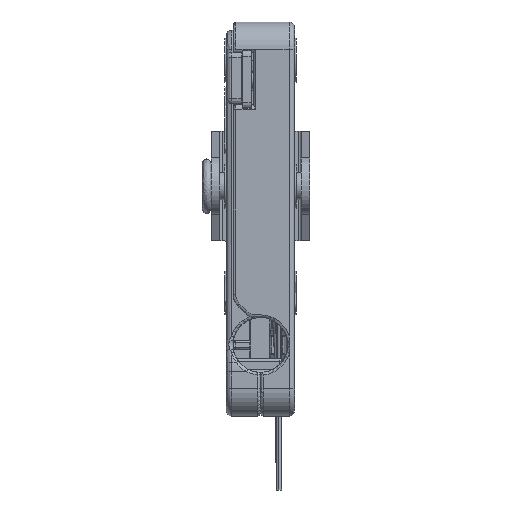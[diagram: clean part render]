
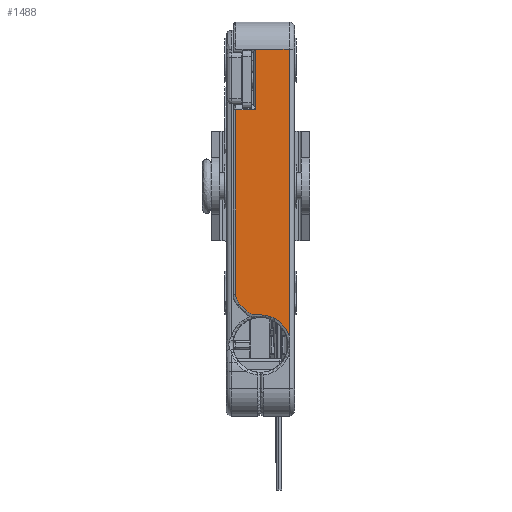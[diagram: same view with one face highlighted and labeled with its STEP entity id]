
A CAD part, left-side view. The second image highlights one B-rep face of the part: STEP entity #1488.
In plain terms, the highlighted planar face has unit normal (-1, 0, 0).
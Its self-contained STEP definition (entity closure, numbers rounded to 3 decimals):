
#1488=ADVANCED_FACE('',(#16112),#16111,.T.);
#16111=PLANE('',#35010);
#16112=FACE_OUTER_BOUND('',#35011,.T.);
#35007=CARTESIAN_POINT('',(-64.5,-0.775,30.236));
#35008=DIRECTION('',(-1.,0.,0.));
#35009=DIRECTION('',(0.,0.,-1.));
#35010=AXIS2_PLACEMENT_3D('',#35007,#35008,#35009);
#35011=EDGE_LOOP('',(#49171,#49172,#49173,#49174,#49175,#49176,#49177,#49178,#49179,#49180));
#49171=ORIENTED_EDGE('',*,*,#53908,.T.);
#49172=ORIENTED_EDGE('',*,*,#53911,.T.);
#49173=ORIENTED_EDGE('',*,*,#55144,.T.);
#49174=ORIENTED_EDGE('',*,*,#54191,.T.);
#49175=ORIENTED_EDGE('',*,*,#58286,.F.);
#49176=ORIENTED_EDGE('',*,*,#55106,.T.);
#49177=ORIENTED_EDGE('',*,*,#58287,.T.);
#49178=ORIENTED_EDGE('',*,*,#53899,.T.);
#49179=ORIENTED_EDGE('',*,*,#53902,.T.);
#49180=ORIENTED_EDGE('',*,*,#53905,.T.);
#53899=EDGE_CURVE('',#59980,#60000,#60007,.T.);
#53902=EDGE_CURVE('',#60000,#60020,#60027,.T.);
#53905=EDGE_CURVE('',#60020,#60040,#60047,.T.);
#53908=EDGE_CURVE('',#60040,#60060,#60067,.T.);
#53911=EDGE_CURVE('',#60060,#60079,#60087,.T.);
#54191=EDGE_CURVE('',#61989,#61990,#61991,.T.);
#55106=EDGE_CURVE('',#68147,#68148,#68149,.T.);
#55144=EDGE_CURVE('',#60079,#61989,#68396,.T.);
#58286=EDGE_CURVE('',#68147,#61990,#89381,.T.);
#58287=EDGE_CURVE('',#68148,#59980,#89387,.T.);
#59980=VERTEX_POINT('',#98625);
#60000=VERTEX_POINT('',#98639);
#60007=LINE('',#98644,#98645);
#60020=VERTEX_POINT('',#98651);
#60027=CIRCLE('',#98659,2.5);
#60040=VERTEX_POINT('',#98665);
#60047=LINE('',#98670,#98671);
#60060=VERTEX_POINT('',#98677);
#60067=CIRCLE('',#98685,2.5);
#60079=VERTEX_POINT('',#98690);
#60087=LINE('',#98696,#98697);
#61989=VERTEX_POINT('',#99958);
#61990=VERTEX_POINT('',#99959);
#61991=LINE('',#99960,#99961);
#68147=VERTEX_POINT('',#105193);
#68148=VERTEX_POINT('',#105194);
#68149=LINE('',#105195,#105196);
#68396=CIRCLE('',#105363,5.5);
#89381=LINE('',#117504,#117505);
#89387=LINE('',#117507,#117508);
#98625=CARTESIAN_POINT('',(-64.5,-1.75,14.));
#98639=CARTESIAN_POINT('',(-64.5,-1.75,-19.757));
#98644=CARTESIAN_POINT('',(-64.5,-1.75,14.));
#98645=VECTOR('',#98646,33.757);
#98646=DIRECTION('',(0.,0.,-1.));
#98651=CARTESIAN_POINT('',(-64.5,-2.482,-21.525));
#98656=CARTESIAN_POINT('',(-64.5,-4.25,-19.757));
#98657=DIRECTION('',(-1.,0.,0.));
#98658=DIRECTION('',(0.,0.,1.));
#98659=AXIS2_PLACEMENT_3D('',#98656,#98657,#98658);
#98665=CARTESIAN_POINT('',(-64.5,-3.725,-22.768));
#98670=CARTESIAN_POINT('',(-64.5,-2.482,-21.525));
#98671=VECTOR('',#98672,1.757);
#98672=DIRECTION('',(0.,-0.707,-0.707));
#98677=CARTESIAN_POINT('',(-64.5,-5.493,-23.5));
#98682=CARTESIAN_POINT('',(-64.5,-5.493,-21.));
#98683=DIRECTION('',(-1.,0.,0.));
#98684=DIRECTION('',(0.,0.,1.));
#98685=AXIS2_PLACEMENT_3D('',#98682,#98683,#98684);
#98690=CARTESIAN_POINT('',(-64.5,-6.25,-23.5));
#98696=CARTESIAN_POINT('',(-64.5,-5.493,-23.5));
#98697=VECTOR('',#98698,0.757);
#98698=DIRECTION('',(0.,-1.,0.));
#99958=CARTESIAN_POINT('',(-64.5,-11.5,-27.361));
#99959=CARTESIAN_POINT('',(-64.5,-11.5,25.));
#99960=CARTESIAN_POINT('',(-64.5,-11.5,-27.361));
#99961=VECTOR('',#99962,52.361);
#99962=DIRECTION('',(0.,0.,1.));
#105193=CARTESIAN_POINT('',(-64.5,-5.35,25.));
#105194=CARTESIAN_POINT('',(-64.5,-5.35,14.));
#105195=CARTESIAN_POINT('',(-64.5,-5.35,25.));
#105196=VECTOR('',#105197,11.);
#105197=DIRECTION('',(0.,0.,-1.));
#105360=CARTESIAN_POINT('',(-64.5,-6.25,-29.));
#105361=DIRECTION('',(1.,0.,0.));
#105362=DIRECTION('',(0.,0.,1.));
#105363=AXIS2_PLACEMENT_3D('',#105360,#105361,#105362);
#117504=CARTESIAN_POINT('',(-64.5,-5.35,25.));
#117505=VECTOR('',#117506,6.15);
#117506=DIRECTION('',(0.,-1.,0.));
#117507=CARTESIAN_POINT('',(-64.5,-5.35,14.));
#117508=VECTOR('',#117509,3.6);
#117509=DIRECTION('',(0.,1.,0.));
